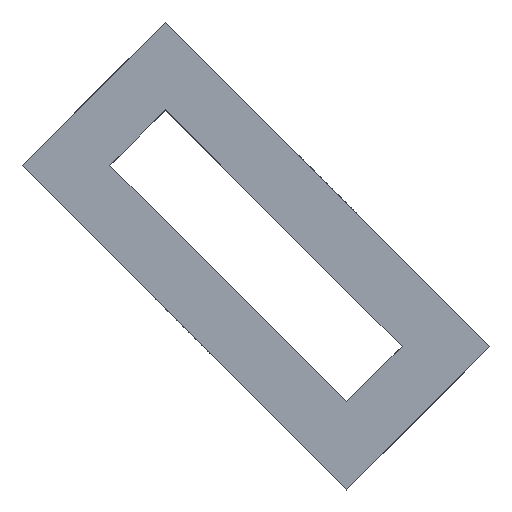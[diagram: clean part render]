
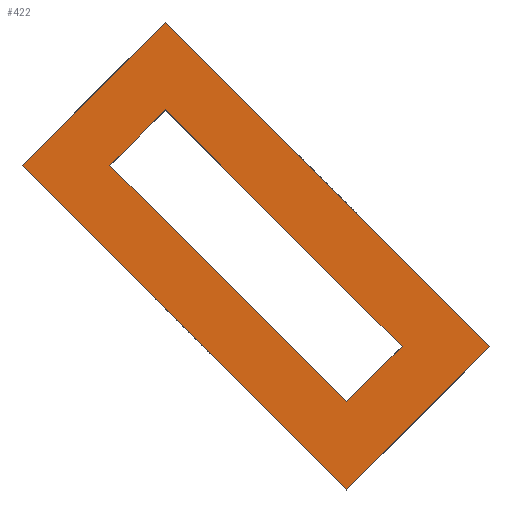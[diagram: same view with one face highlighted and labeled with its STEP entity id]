
A CAD part, top view. The second image highlights one B-rep face of the part: STEP entity #422.
In plain terms, the highlighted planar face has unit normal (0, 0, 1).
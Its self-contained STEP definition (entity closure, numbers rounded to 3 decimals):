
#19=FACE_BOUND('',#93,.T.);
#42=PLANE('',#477);
#65=FACE_OUTER_BOUND('',#92,.T.);
#92=EDGE_LOOP('',(#388,#389,#390,#391));
#93=EDGE_LOOP('',(#392,#393,#394,#395));
#117=LINE('',#723,#155);
#119=LINE('',#727,#157);
#121=LINE('',#731,#159);
#123=LINE('',#734,#161);
#125=LINE('',#739,#163);
#127=LINE('',#743,#165);
#129=LINE('',#747,#167);
#131=LINE('',#750,#169);
#155=VECTOR('',#569,10.);
#157=VECTOR('',#573,10.);
#159=VECTOR('',#577,10.);
#161=VECTOR('',#581,10.);
#163=VECTOR('',#585,10.);
#165=VECTOR('',#589,10.);
#167=VECTOR('',#593,10.);
#169=VECTOR('',#597,10.);
#214=VERTEX_POINT('',#720);
#215=VERTEX_POINT('',#722);
#216=VERTEX_POINT('',#726);
#217=VERTEX_POINT('',#730);
#218=VERTEX_POINT('',#736);
#219=VERTEX_POINT('',#738);
#220=VERTEX_POINT('',#742);
#221=VERTEX_POINT('',#746);
#265=EDGE_CURVE('',#215,#214,#117,.T.);
#267=EDGE_CURVE('',#216,#215,#119,.T.);
#269=EDGE_CURVE('',#217,#216,#121,.T.);
#271=EDGE_CURVE('',#214,#217,#123,.T.);
#273=EDGE_CURVE('',#219,#218,#125,.T.);
#275=EDGE_CURVE('',#220,#219,#127,.T.);
#277=EDGE_CURVE('',#221,#220,#129,.T.);
#279=EDGE_CURVE('',#218,#221,#131,.T.);
#388=ORIENTED_EDGE('',*,*,#279,.T.);
#389=ORIENTED_EDGE('',*,*,#277,.T.);
#390=ORIENTED_EDGE('',*,*,#275,.T.);
#391=ORIENTED_EDGE('',*,*,#273,.T.);
#392=ORIENTED_EDGE('',*,*,#271,.T.);
#393=ORIENTED_EDGE('',*,*,#269,.T.);
#394=ORIENTED_EDGE('',*,*,#267,.T.);
#395=ORIENTED_EDGE('',*,*,#265,.T.);
#422=ADVANCED_FACE('',(#65,#19),#42,.T.);
#477=AXIS2_PLACEMENT_3D('',#751,#598,#599);
#569=DIRECTION('',(-0.707,0.707,0.));
#573=DIRECTION('',(-0.707,-0.707,0.));
#577=DIRECTION('',(0.707,-0.707,0.));
#581=DIRECTION('',(0.707,0.707,0.));
#585=DIRECTION('',(-0.707,0.707,0.));
#589=DIRECTION('',(0.707,0.707,0.));
#593=DIRECTION('',(0.707,-0.707,0.));
#597=DIRECTION('',(-0.707,-0.707,0.));
#598=DIRECTION('center_axis',(0.,0.,
1.));
#599=DIRECTION('ref_axis',(1.,0.,0.));
#720=CARTESIAN_POINT('',(245.072,-8.553,-507.332));
#722=CARTESIAN_POINT('',(253.841,-17.321,-507.332));
#723=CARTESIAN_POINT('',(253.841,-17.321,-507.332));
#726=CARTESIAN_POINT('',(255.891,-15.27,-507.332));
#727=CARTESIAN_POINT('',(255.891,-15.27,-507.332));
#730=CARTESIAN_POINT('',(247.123,-6.502,-507.332));
#731=CARTESIAN_POINT('',(247.123,-6.502,-507.332));
#734=CARTESIAN_POINT('',(245.072,-8.553,-507.332));
#736=CARTESIAN_POINT('',(247.123,-3.25,-507.332));
#738=CARTESIAN_POINT('',(259.144,-15.27,-507.332));
#739=CARTESIAN_POINT('',(247.123,-3.25,-507.332));
#742=CARTESIAN_POINT('',(253.841,-20.573,-507.332));
#743=CARTESIAN_POINT('',(259.144,-15.27,-507.332));
#746=CARTESIAN_POINT('',(241.82,-8.553,-507.332));
#747=CARTESIAN_POINT('',(253.841,-20.573,-507.332));
#750=CARTESIAN_POINT('',(241.82,-8.553,-507.332));
#751=CARTESIAN_POINT('Origin',(250.482,-11.911,-507.332));
